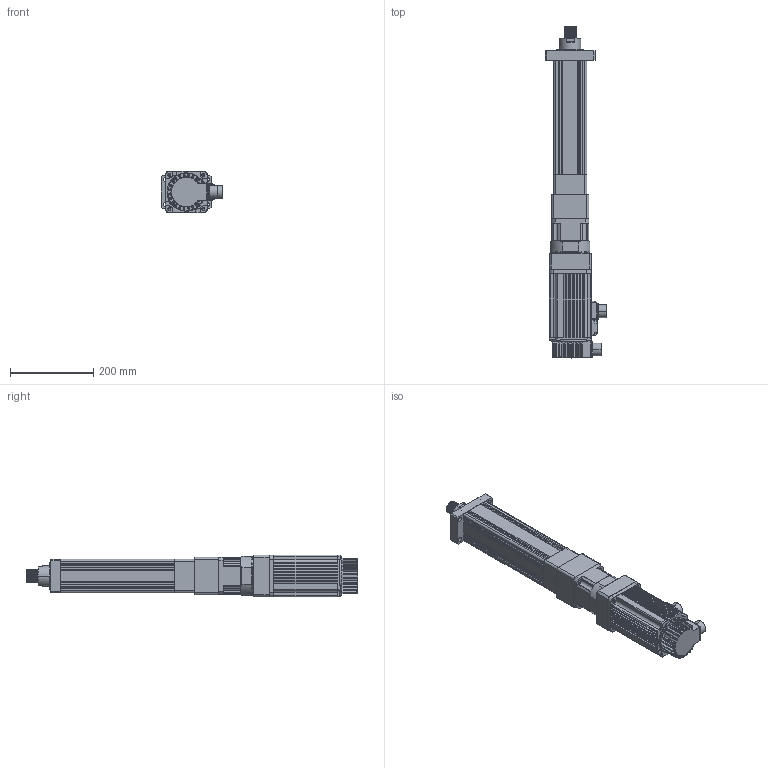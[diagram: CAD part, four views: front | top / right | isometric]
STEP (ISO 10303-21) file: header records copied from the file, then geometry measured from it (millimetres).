
FILE_DESCRIPTION (( 'STEP AP203' ), '1' );
FILE_NAME ('RLA80-10QF-13.5KN-L150-62.5mm-s.STEP', '2025-01-20T06:49:39', ( '微软用户' ), ( '微软中国' ), 'SwSTEP 2.0', 'SolidWorks 2022', '' );
FILE_SCHEMA (( 'CONFIG_CONTROL_DESIGN' ));
Length unit declared in the file: millimetre
Products named in the file (4): 1KW-3000带刹车; RLA80-10QF-13.5KN-L150-62.5mm-s; PGH90-L1-22-95-115-M8-A22; 80缸行程150直连前法兰安装
Assembly tree (3 placements, depth 2):
  RLA80-10QF-13.5KN-L150-62.5mm-s
    80缸行程150直连前法兰安装
    PGH90-L1-22-95-115-M8-A22
    1KW-3000带刹车
Bounding box: 147.5 x 798.5 x 100 mm (x, y, z)
Volume: 2605630.1 mm3; surface area: 706239.9 mm2
Topology: 20 solids, 42 shells, 1929 faces, 5107 edges, 3119 vertices
Faces by surface type: bspline 1225, plane 302, cylinder 300, cone 66, torus 36
Entity records: 75705 total; most frequent: CARTESIAN_POINT 40461, ORIENTED_EDGE 9508, EDGE_CURVE 4996, DIRECTION 3801, VERTEX_POINT 3127, EDGE_LOOP 2167, B_SPLINE_CURVE_WITH_KNOTS 2022, FACE_OUTER_BOUND 1931
